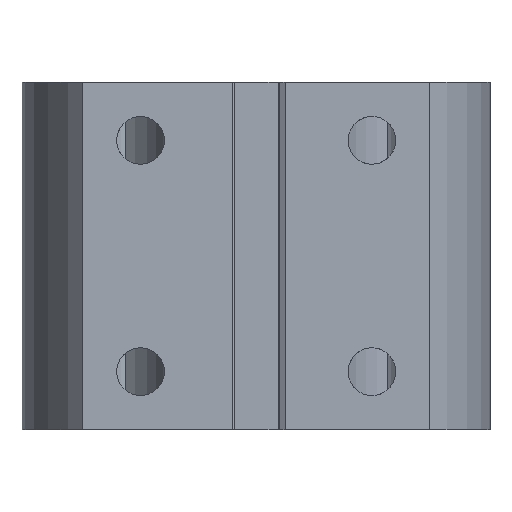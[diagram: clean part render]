
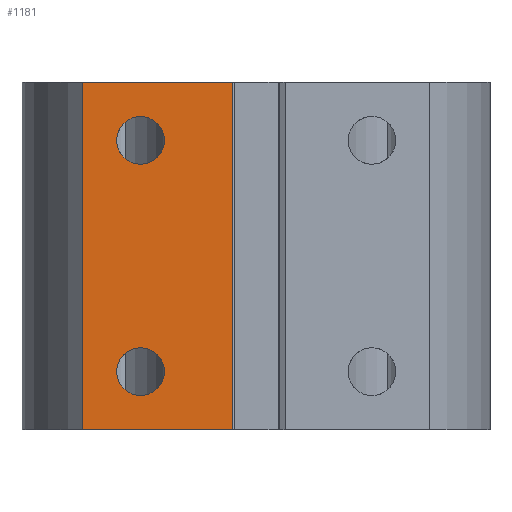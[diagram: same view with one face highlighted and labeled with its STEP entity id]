
A CAD part, front view. The second image highlights one B-rep face of the part: STEP entity #1181.
In plain terms, the highlighted planar face has unit normal (0, -1, 0).
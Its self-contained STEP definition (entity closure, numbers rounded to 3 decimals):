
#22 = EDGE_LOOP ( 'NONE', ( #4520, #2841 ) ) ;
#39 = CARTESIAN_POINT ( 'NONE',  ( -8., -8., 4. ) ) ;
#284 = ORIENTED_EDGE ( 'NONE', *, *, #2283, .T. ) ;
#300 = ORIENTED_EDGE ( 'NONE', *, *, #638, .F. ) ;
#402 = DIRECTION ( 'NONE',  ( 0., 0., -1. ) ) ;
#588 = CARTESIAN_POINT ( 'NONE',  ( -8., -8., 4. ) ) ;
#638 = EDGE_CURVE ( 'NONE', #2984, #3815, #3999, .T. ) ;
#952 = DIRECTION ( 'NONE',  ( 0., 0., -1. ) ) ;
#1033 = CARTESIAN_POINT ( 'NONE',  ( -12., -8., 24. ) ) ;
#1163 = CARTESIAN_POINT ( 'NONE',  ( -1.62, -8., 24. ) ) ;
#1181 = ADVANCED_FACE ( 'NONE', ( #2902, #3747, #3635 ), #1770, .F. ) ;
#1233 = CARTESIAN_POINT ( 'NONE',  ( -8., -8., 20. ) ) ;
#1366 = VERTEX_POINT ( 'NONE', #1559 ) ;
#1421 = DIRECTION ( 'NONE',  ( 1., 0., 0. ) ) ;
#1456 = AXIS2_PLACEMENT_3D ( 'NONE', #588, #3099, #952 ) ;
#1521 = VERTEX_POINT ( 'NONE', #2407 ) ;
#1533 = ORIENTED_EDGE ( 'NONE', *, *, #4433, .F. ) ;
#1559 = CARTESIAN_POINT ( 'NONE',  ( -8., -8., 2.35 ) ) ;
#1565 = DIRECTION ( 'NONE',  ( 0., -1., 0. ) ) ;
#1595 = DIRECTION ( 'NONE',  ( 0., 0., -1. ) ) ;
#1658 = EDGE_LOOP ( 'NONE', ( #284, #2967, #300, #2210 ) ) ;
#1678 = CARTESIAN_POINT ( 'NONE',  ( -12., -8., 24. ) ) ;
#1726 = ORIENTED_EDGE ( 'NONE', *, *, #2846, .F. ) ;
#1750 = AXIS2_PLACEMENT_3D ( 'NONE', #1033, #2128, #4648 ) ;
#1770 = PLANE ( 'NONE',  #1750 ) ;
#1779 = LINE ( 'NONE', #2384, #3572 ) ;
#1787 = CARTESIAN_POINT ( 'NONE',  ( -12., -8., 24. ) ) ;
#1798 = EDGE_CURVE ( 'NONE', #1521, #1366, #3726, .T. ) ;
#1863 = LINE ( 'NONE', #4092, #3779 ) ;
#1878 = CARTESIAN_POINT ( 'NONE',  ( -12., -8., 0. ) ) ;
#1933 = AXIS2_PLACEMENT_3D ( 'NONE', #1233, #3759, #1595 ) ;
#2017 = DIRECTION ( 'NONE',  ( 0., 0., -1. ) ) ;
#2128 = DIRECTION ( 'NONE',  ( 0., 1., 0. ) ) ;
#2150 = VERTEX_POINT ( 'NONE', #1878 ) ;
#2210 = ORIENTED_EDGE ( 'NONE', *, *, #4560, .T. ) ;
#2261 = DIRECTION ( 'NONE',  ( 0., 0., -1. ) ) ;
#2283 = EDGE_CURVE ( 'NONE', #2150, #3854, #1863, .T. ) ;
#2300 = VECTOR ( 'NONE', #2261, 1000. ) ;
#2384 = CARTESIAN_POINT ( 'NONE',  ( -12., -8., 24. ) ) ;
#2387 = EDGE_LOOP ( 'NONE', ( #1726, #1533 ) ) ;
#2407 = CARTESIAN_POINT ( 'NONE',  ( -8., -8., 5.65 ) ) ;
#2559 = DIRECTION ( 'NONE',  ( 0., -1., 0. ) ) ;
#2808 = VECTOR ( 'NONE', #1421, 1000. ) ;
#2841 = ORIENTED_EDGE ( 'NONE', *, *, #1798, .F. ) ;
#2846 = EDGE_CURVE ( 'NONE', #2949, #3735, #3708, .T. ) ;
#2902 = FACE_BOUND ( 'NONE', #22, .T. ) ;
#2949 = VERTEX_POINT ( 'NONE', #4534 ) ;
#2967 = ORIENTED_EDGE ( 'NONE', *, *, #3744, .F. ) ;
#2984 = VERTEX_POINT ( 'NONE', #1678 ) ;
#2999 = CARTESIAN_POINT ( 'NONE',  ( -1.62, -8., 24. ) ) ;
#3099 = DIRECTION ( 'NONE',  ( 0., -1., 0. ) ) ;
#3136 = CIRCLE ( 'NONE', #1456, 1.65 ) ;
#3244 = LINE ( 'NONE', #1163, #2300 ) ;
#3380 = CARTESIAN_POINT ( 'NONE',  ( -1.62, -8., 0. ) ) ;
#3463 = EDGE_CURVE ( 'NONE', #1366, #1521, #3136, .T. ) ;
#3484 = AXIS2_PLACEMENT_3D ( 'NONE', #39, #2559, #402 ) ;
#3572 = VECTOR ( 'NONE', #2017, 1000. ) ;
#3635 = FACE_OUTER_BOUND ( 'NONE', #1658, .T. ) ;
#3684 = CARTESIAN_POINT ( 'NONE',  ( -8., -8., 21.65 ) ) ;
#3708 = CIRCLE ( 'NONE', #1933, 1.65 ) ;
#3726 = CIRCLE ( 'NONE', #3484, 1.65 ) ;
#3727 = CARTESIAN_POINT ( 'NONE',  ( -8., -8., 20. ) ) ;
#3735 = VERTEX_POINT ( 'NONE', #3684 ) ;
#3744 = EDGE_CURVE ( 'NONE', #3815, #3854, #3244, .T. ) ;
#3747 = FACE_BOUND ( 'NONE', #2387, .T. ) ;
#3759 = DIRECTION ( 'NONE',  ( 0., -1., 0. ) ) ;
#3779 = VECTOR ( 'NONE', #4078, 1000. ) ;
#3815 = VERTEX_POINT ( 'NONE', #2999 ) ;
#3847 = AXIS2_PLACEMENT_3D ( 'NONE', #3727, #1565, #4088 ) ;
#3854 = VERTEX_POINT ( 'NONE', #3380 ) ;
#3999 = LINE ( 'NONE', #1787, #2808 ) ;
#4078 = DIRECTION ( 'NONE',  ( 1., 0., 0. ) ) ;
#4088 = DIRECTION ( 'NONE',  ( 0., 0., -1. ) ) ;
#4092 = CARTESIAN_POINT ( 'NONE',  ( -12., -8., 0. ) ) ;
#4250 = CIRCLE ( 'NONE', #3847, 1.65 ) ;
#4433 = EDGE_CURVE ( 'NONE', #3735, #2949, #4250, .T. ) ;
#4520 = ORIENTED_EDGE ( 'NONE', *, *, #3463, .F. ) ;
#4534 = CARTESIAN_POINT ( 'NONE',  ( -8., -8., 18.35 ) ) ;
#4560 = EDGE_CURVE ( 'NONE', #2984, #2150, #1779, .T. ) ;
#4648 = DIRECTION ( 'NONE',  ( 0., 0., 1. ) ) ;
